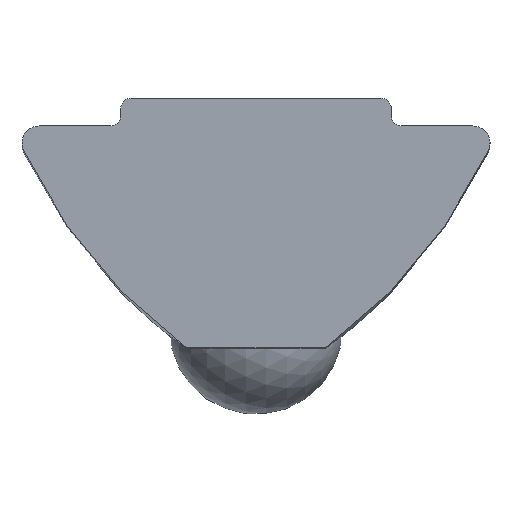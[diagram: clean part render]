
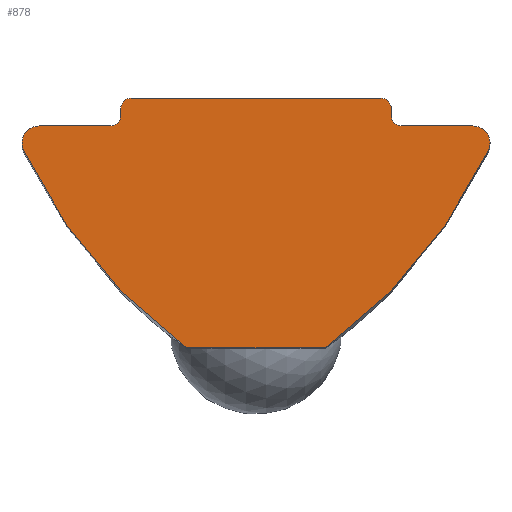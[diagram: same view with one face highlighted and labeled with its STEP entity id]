
A CAD part, top view. The second image highlights one B-rep face of the part: STEP entity #878.
In plain terms, the highlighted planar face has unit normal (0, 0, 1).
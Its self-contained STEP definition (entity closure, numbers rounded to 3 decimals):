
#21=PLANE('',#954);
#54=LINE('',#1449,#116);
#55=LINE('',#1453,#117);
#56=LINE('',#1457,#118);
#57=LINE('',#1461,#119);
#58=LINE('',#1464,#120);
#59=LINE('',#1469,#121);
#116=VECTOR('',#1082,4.);
#117=VECTOR('',#1085,0.2);
#118=VECTOR('',#1088,7.2);
#119=VECTOR('',#1091,0.2);
#120=VECTOR('',#1094,2.05);
#121=VECTOR('',#1099,2.05);
#230=FACE_OUTER_BOUND('',#285,.T.);
#285=EDGE_LOOP('',(#649,#650,#651,#652,#653,#654,#655,#656,#657,#658,#659,
#660,#661,#662));
#366=CIRCLE('',#948,0.5);
#369=CIRCLE('',#952,15.);
#370=CIRCLE('',#955,0.3);
#371=CIRCLE('',#956,0.3);
#372=CIRCLE('',#957,0.3);
#373=CIRCLE('',#958,15.);
#374=CIRCLE('',#959,0.5);
#375=CIRCLE('',#960,0.3);
#421=VERTEX_POINT('',#1426);
#422=VERTEX_POINT('',#1427);
#425=VERTEX_POINT('',#1435);
#428=VERTEX_POINT('',#1443);
#429=VERTEX_POINT('',#1447);
#430=VERTEX_POINT('',#1451);
#431=VERTEX_POINT('',#1452);
#432=VERTEX_POINT('',#1454);
#433=VERTEX_POINT('',#1456);
#434=VERTEX_POINT('',#1458);
#435=VERTEX_POINT('',#1460);
#436=VERTEX_POINT('',#1462);
#437=VERTEX_POINT('',#1466);
#438=VERTEX_POINT('',#1468);
#507=EDGE_CURVE('',#421,#422,#366,.T.);
#517=EDGE_CURVE('',#428,#425,#369,.T.);
#519=EDGE_CURVE('',#429,#425,#54,.T.);
#520=EDGE_CURVE('',#430,#431,#55,.T.);
#521=EDGE_CURVE('',#432,#431,#370,.T.);
#522=EDGE_CURVE('',#432,#433,#56,.T.);
#523=EDGE_CURVE('',#434,#433,#371,.T.);
#524=EDGE_CURVE('',#434,#435,#57,.T.);
#525=EDGE_CURVE('',#435,#436,#372,.T.);
#526=EDGE_CURVE('',#436,#422,#58,.T.);
#527=EDGE_CURVE('',#421,#429,#373,.T.);
#528=EDGE_CURVE('',#428,#437,#374,.T.);
#529=EDGE_CURVE('',#437,#438,#59,.T.);
#530=EDGE_CURVE('',#438,#430,#375,.T.);
#649=ORIENTED_EDGE('',*,*,#520,.T.);
#650=ORIENTED_EDGE('',*,*,#521,.F.);
#651=ORIENTED_EDGE('',*,*,#522,.T.);
#652=ORIENTED_EDGE('',*,*,#523,.F.);
#653=ORIENTED_EDGE('',*,*,#524,.T.);
#654=ORIENTED_EDGE('',*,*,#525,.T.);
#655=ORIENTED_EDGE('',*,*,#526,.T.);
#656=ORIENTED_EDGE('',*,*,#507,.F.);
#657=ORIENTED_EDGE('',*,*,#527,.T.);
#658=ORIENTED_EDGE('',*,*,#519,.T.);
#659=ORIENTED_EDGE('',*,*,#517,.F.);
#660=ORIENTED_EDGE('',*,*,#528,.T.);
#661=ORIENTED_EDGE('',*,*,#529,.T.);
#662=ORIENTED_EDGE('',*,*,#530,.T.);
#878=ADVANCED_FACE('',(#230),#21,.T.);
#948=AXIS2_PLACEMENT_3D('',#1428,#1062,#1063);
#952=AXIS2_PLACEMENT_3D('',#1445,#1077,#1078);
#954=AXIS2_PLACEMENT_3D('',#1450,#1083,#1084);
#955=AXIS2_PLACEMENT_3D('',#1455,#1086,#1087);
#956=AXIS2_PLACEMENT_3D('',#1459,#1089,#1090);
#957=AXIS2_PLACEMENT_3D('',#1463,#1092,#1093);
#958=AXIS2_PLACEMENT_3D('',#1465,#1095,#1096);
#959=AXIS2_PLACEMENT_3D('',#1467,#1097,#1098);
#960=AXIS2_PLACEMENT_3D('',#1470,#1100,#1101);
#1062=DIRECTION('center_axis',(0.,0.,-1.));
#1063=DIRECTION('ref_axis',(-1.,0.,0.));
#1077=DIRECTION('center_axis',(0.,0.,-1.));
#1078=DIRECTION('ref_axis',(-1.,0.,0.));
#1082=DIRECTION('',(1.,0.,0.));
#1083=DIRECTION('center_axis',(0.,0.,1.));
#1084=DIRECTION('ref_axis',(1.,0.,0.));
#1085=DIRECTION('',(0.,1.,0.));
#1086=DIRECTION('center_axis',(0.,0.,-1.));
#1087=DIRECTION('ref_axis',(-1.,0.,0.));
#1088=DIRECTION('',(-1.,0.,0.));
#1089=DIRECTION('center_axis',(0.,0.,-1.));
#1090=DIRECTION('ref_axis',(-1.,0.,0.));
#1091=DIRECTION('',(0.,-1.,0.));
#1092=DIRECTION('center_axis',(0.,0.,-1.));
#1093=DIRECTION('ref_axis',(1.,0.,0.));
#1094=DIRECTION('',(-1.,0.,0.));
#1095=DIRECTION('center_axis',(0.,0.,1.));
#1096=DIRECTION('ref_axis',(-1.,0.,0.));
#1097=DIRECTION('center_axis',(0.,0.,1.));
#1098=DIRECTION('ref_axis',(-1.,0.,0.));
#1099=DIRECTION('',(-1.,0.,0.));
#1100=DIRECTION('center_axis',(0.,0.,-1.));
#1101=DIRECTION('ref_axis',(1.,0.,0.));
#1426=CARTESIAN_POINT('',(-6.702,-1.514,14.));
#1427=CARTESIAN_POINT('',(-6.25,-0.8,14.));
#1428=CARTESIAN_POINT('Origin',(-6.25,-1.3,14.));
#1435=CARTESIAN_POINT('',(2.,-7.2,14.));
#1443=CARTESIAN_POINT('',(6.702,-1.514,14.));
#1445=CARTESIAN_POINT('Origin',(-6.854,4.908,14.));
#1447=CARTESIAN_POINT('',(-2.,-7.2,14.));
#1449=CARTESIAN_POINT('',(-2.,-7.2,14.));
#1450=CARTESIAN_POINT('Origin',(-6.25,-1.3,14.));
#1451=CARTESIAN_POINT('',(3.9,-0.5,14.));
#1452=CARTESIAN_POINT('',(3.9,-0.3,14.));
#1453=CARTESIAN_POINT('',(3.9,0.,14.));
#1454=CARTESIAN_POINT('',(3.6,0.,14.));
#1455=CARTESIAN_POINT('Origin',(3.6,-0.3,14.));
#1456=CARTESIAN_POINT('',(-3.6,0.,14.));
#1457=CARTESIAN_POINT('',(-6.25,0.,14.));
#1458=CARTESIAN_POINT('',(-3.9,-0.3,14.));
#1459=CARTESIAN_POINT('Origin',(-3.6,-0.3,14.));
#1460=CARTESIAN_POINT('',(-3.9,-0.5,14.));
#1461=CARTESIAN_POINT('',(-3.9,0.,14.));
#1462=CARTESIAN_POINT('',(-4.2,-0.8,14.));
#1463=CARTESIAN_POINT('Origin',(-4.2,-0.5,14.));
#1464=CARTESIAN_POINT('',(-6.25,-0.8,14.));
#1465=CARTESIAN_POINT('Origin',(6.854,4.908,14.));
#1466=CARTESIAN_POINT('',(6.25,-0.8,14.));
#1467=CARTESIAN_POINT('Origin',(6.25,-1.3,14.));
#1468=CARTESIAN_POINT('',(4.2,-0.8,14.));
#1469=CARTESIAN_POINT('',(-6.25,-0.8,14.));
#1470=CARTESIAN_POINT('Origin',(4.2,-0.5,14.));
